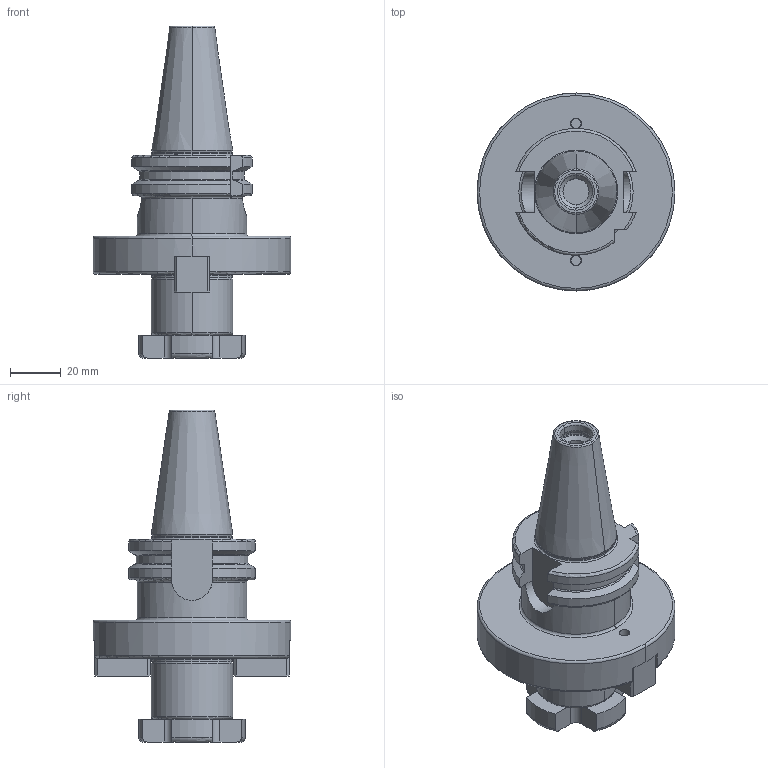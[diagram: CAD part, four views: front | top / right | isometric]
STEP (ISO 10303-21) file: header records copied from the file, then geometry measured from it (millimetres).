
FILE_DESCRIPTION((''),'2;1');
FILE_NAME('302_11_32','2020-09-01T',('104091'),(''),'CREO PARAMETRIC BY PTC INC, 2016260','CREO PARAMETRIC BY PTC INC, 2016260','');
FILE_SCHEMA(('CONFIG_CONTROL_DESIGN'));
Length unit declared in the file: millimetre
Products named in the file (1): 302_11_32
Bounding box: 78 x 78 x 130.8 mm (x, y, z)
Volume: 167334.6 mm3; surface area: 34353.4 mm2
Topology: 1 solids, 4 shells, 238 faces, 581 edges, 361 vertices
Faces by surface type: plane 88, cylinder 67, torus 49, cone 34
Entity records: 7394 total; most frequent: CARTESIAN_POINT 1662, DIRECTION 1252, ORIENTED_EDGE 1158, EDGE_CURVE 579, AXIS2_PLACEMENT_3D 489, VERTEX_POINT 361, VECTOR 274, LINE 274
